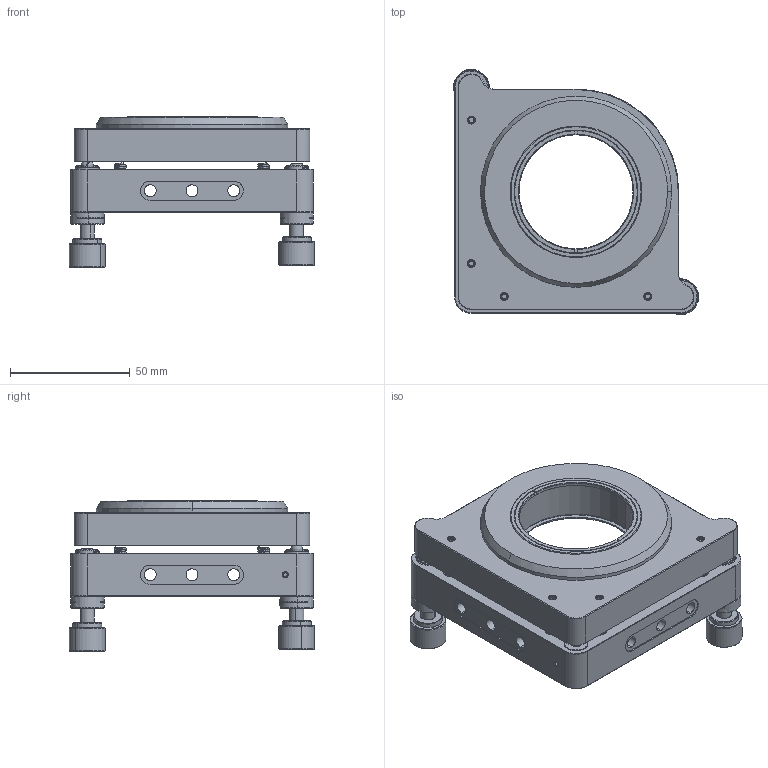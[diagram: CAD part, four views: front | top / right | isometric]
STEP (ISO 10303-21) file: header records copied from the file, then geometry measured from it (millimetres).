
FILE_DESCRIPTION (( 'STEP AP203' ), '1' );
FILE_NAME ('1.1.18.10_ZJZ-2.0-2_φ2.0英寸手动连续旋转调整架，用于2.STEP', '2021-02-26T07:44:47', ( '' ), ( '' ), 'SwSTEP 2.0', 'SolidWorks 2020', '' );
FILE_SCHEMA (( 'CONFIG_CONTROL_DESIGN' ));
Length unit declared in the file: millimetre
Products named in the file (3): 1.1.18.10_ZJZ-2.0-2_φ2.0英寸手动连续旋转调整架，用于2.sldasm-Part-1; 1.1.18.10_ZJZ-2.0-2_φ2.0英寸手动连续旋转调整架，用于2.sldasm-Part-2; 1.1.18.10_ZJZ-2.0-2_φ2.0英寸手动连续旋转调整架，用于2
Assembly tree (2 placements, depth 2):
  1.1.18.10_ZJZ-2.0-2_φ2.0英寸手动连续旋转调整架，用于2
    1.1.18.10_ZJZ-2.0-2_φ2.0英寸手动连续旋转调整架，用于2.sldasm-Part-1
    1.1.18.10_ZJZ-2.0-2_φ2.0英寸手动连续旋转调整架，用于2.sldasm-Part-2
Bounding box: 102.57 x 102.57 x 63.1 mm (x, y, z)
Volume: 65.4 mm3; surface area: 50720.1 mm2
Topology: 1 solids, 84 shells, 474 faces, 1412 edges, 998 vertices
Faces by surface type: bspline 305, plane 169
Entity records: 38690 total; most frequent: CARTESIAN_POINT 27828, ORIENTED_EDGE 2306, DIRECTION 1565, EDGE_CURVE 1404, VERTEX_POINT 998, VECTOR 603, LINE 603, EDGE_LOOP 552
